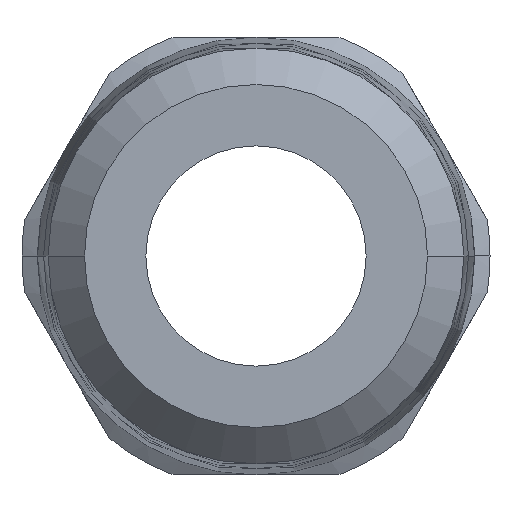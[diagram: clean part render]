
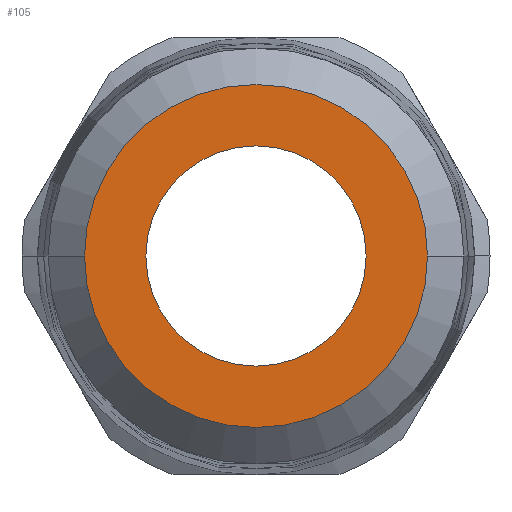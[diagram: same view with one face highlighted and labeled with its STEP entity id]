
A CAD part, left-side view. The second image highlights one B-rep face of the part: STEP entity #105.
In plain terms, the highlighted planar face has unit normal (-1, 0, 0).
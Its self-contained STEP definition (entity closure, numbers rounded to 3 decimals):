
#105=ADVANCED_FACE('',(#254,#255),#256,.T.);
#254=FACE_BOUND('',#432,.T.);
#255=FACE_OUTER_BOUND('',#433,.T.);
#256=PLANE('',#434);
#432=EDGE_LOOP('',(#925,#926));
#433=EDGE_LOOP('',(#927,#928));
#434=AXIS2_PLACEMENT_3D('',#929,#930,#931);
#925=ORIENTED_EDGE('',*,*,#1335,.T.);
#926=ORIENTED_EDGE('',*,*,#1238,.T.);
#927=ORIENTED_EDGE('',*,*,#1223,.F.);
#928=ORIENTED_EDGE('',*,*,#1351,.F.);
#929=CARTESIAN_POINT('',(-42.3,-2.749,0.0));
#930=DIRECTION('',(-1.0,0.,-0.0));
#931=DIRECTION('',(0.,1.0,0.0));
#1223=EDGE_CURVE('',#1479,#1482,#1483,.T.);
#1238=EDGE_CURVE('',#1505,#1507,#1509,.T.);
#1335=EDGE_CURVE('',#1507,#1505,#1670,.T.);
#1351=EDGE_CURVE('',#1482,#1479,#1691,.T.);
#1479=VERTEX_POINT('',#1881);
#1482=VERTEX_POINT('',#1885);
#1483=CIRCLE('',#1886,5.498);
#1505=VERTEX_POINT('',#1915);
#1507=VERTEX_POINT('',#1918);
#1509=CIRCLE('',#1921,3.53);
#1670=CIRCLE('',#2374,3.53);
#1691=CIRCLE('',#2395,5.498);
#1881=CARTESIAN_POINT('',(-42.3,-5.498,0.0));
#1885=CARTESIAN_POINT('',(-42.3,5.498,0.));
#1886=AXIS2_PLACEMENT_3D('',#2721,#2722,#2723);
#1915=CARTESIAN_POINT('',(-42.3,3.53,0.));
#1918=CARTESIAN_POINT('',(-42.3,-3.53,0.));
#1921=AXIS2_PLACEMENT_3D('',#2748,#2749,#2750);
#2374=AXIS2_PLACEMENT_3D('',#2891,#2892,#2893);
#2395=AXIS2_PLACEMENT_3D('',#2939,#2940,#2941);
#2721=CARTESIAN_POINT('',(-42.3,0.0,0.0));
#2722=DIRECTION('',(1.0,0.,0.0));
#2723=DIRECTION('',(0.,-1.0,0.0));
#2748=CARTESIAN_POINT('',(-42.3,0.0,0.0));
#2749=DIRECTION('',(1.0,0.,0.0));
#2750=DIRECTION('',(0.,1.0,0.0));
#2891=CARTESIAN_POINT('',(-42.3,0.0,0.0));
#2892=DIRECTION('',(1.0,0.,0.0));
#2893=DIRECTION('',(0.,1.0,0.0));
#2939=CARTESIAN_POINT('',(-42.3,0.0,0.0));
#2940=DIRECTION('',(1.0,0.,0.0));
#2941=DIRECTION('',(0.,-1.0,0.0));
